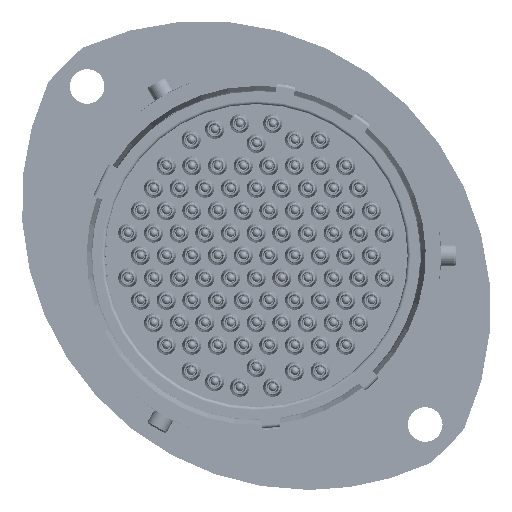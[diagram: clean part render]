
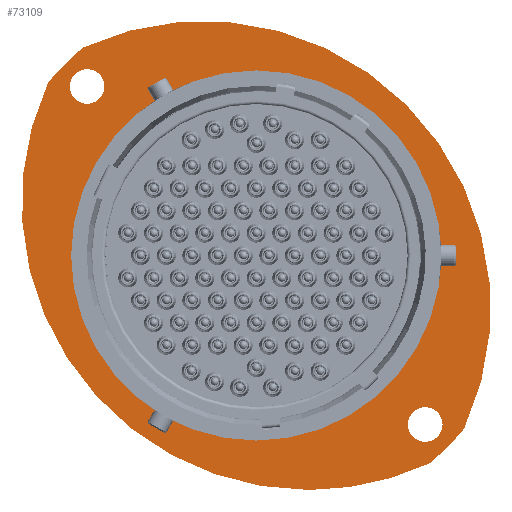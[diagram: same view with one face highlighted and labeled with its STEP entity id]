
A CAD part, left-side view. The second image highlights one B-rep face of the part: STEP entity #73109.
In plain terms, the highlighted planar face has unit normal (-1, 0, 0).
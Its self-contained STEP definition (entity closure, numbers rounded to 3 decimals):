
#141 = AXIS2_PLACEMENT_3D ( 'NONE', #113729, #17041, #5122 ) ;
#354 = EDGE_CURVE ( 'NONE', #15502, #14692, #131658, .T. ) ;
#366 = VERTEX_POINT ( 'NONE', #104935 ) ;
#2512 = CARTESIAN_POINT ( 'NONE',  ( 78.89, 12.119, -68.026 ) ) ;
#3272 = DIRECTION ( 'NONE',  ( -1., 0., 0. ) ) ;
#5098 = CARTESIAN_POINT ( 'NONE',  ( 78.89, 7.169, -45.671 ) ) ;
#5122 = DIRECTION ( 'NONE',  ( 0., 0., 1. ) ) ;
#5865 = CIRCLE ( 'NONE', #66597, 27. ) ;
#6315 = DIRECTION ( 'NONE',  ( -1., 0., 0. ) ) ;
#8095 = CARTESIAN_POINT ( 'NONE',  ( 78.89, 29.524, -50.621 ) ) ;
#8185 = EDGE_CURVE ( 'NONE', #366, #139852, #92246, .T. ) ;
#9761 = CIRCLE ( 'NONE', #65403, 1.625 ) ;
#9872 = DIRECTION ( 'NONE',  ( -1., 0., 0. ) ) ;
#10331 = DIRECTION ( 'NONE',  ( 0., 0., -1. ) ) ;
#10762 = CARTESIAN_POINT ( 'NONE',  ( 78.89, 28.011, -34.729 ) ) ;
#12736 = EDGE_LOOP ( 'NONE', ( #79088, #87623 ) ) ;
#14692 = VERTEX_POINT ( 'NONE', #97169 ) ;
#15502 = VERTEX_POINT ( 'NONE', #131382 ) ;
#17041 = DIRECTION ( 'NONE',  ( -1., 0., 0. ) ) ;
#18648 = CIRCLE ( 'NONE', #71830, 27. ) ;
#19750 = CARTESIAN_POINT ( 'NONE',  ( 78.89, -3.774, -66.513 ) ) ;
#20334 = DIRECTION ( 'NONE',  ( -1., 0., 0. ) ) ;
#22312 = PLANE ( 'NONE',  #97012 ) ;
#23106 = DIRECTION ( 'NONE',  ( 1., 0., 0. ) ) ;
#27070 = CIRCLE ( 'NONE', #156124, 1.625 ) ;
#35118 = ORIENTED_EDGE ( 'NONE', *, *, #85580, .F. ) ;
#36994 = EDGE_CURVE ( 'NONE', #98327, #64928, #27070, .T. ) ;
#41834 = DIRECTION ( 'NONE',  ( 0., 0., 1. ) ) ;
#42609 = CARTESIAN_POINT ( 'NONE',  ( 78.89, 12.119, -50.621 ) ) ;
#44126 = EDGE_CURVE ( 'NONE', #57608, #52845, #61035, .T. ) ;
#44288 = DIRECTION ( 'NONE',  ( -1., 0., 0. ) ) ;
#46832 = FACE_OUTER_BOUND ( 'NONE', #78712, .T. ) ;
#48169 = CARTESIAN_POINT ( 'NONE',  ( 78.89, 7.169, -72.671 ) ) ;
#48646 = CARTESIAN_POINT ( 'NONE',  ( 78.89, -3.774, -68.138 ) ) ;
#49809 = EDGE_LOOP ( 'NONE', ( #92149, #147057 ) ) ;
#49989 = EDGE_CURVE ( 'NONE', #85588, #57608, #137089, .T. ) ;
#50583 = EDGE_CURVE ( 'NONE', #52845, #15502, #5865, .T. ) ;
#51815 = EDGE_CURVE ( 'NONE', #148135, #68372, #57065, .T. ) ;
#52845 = VERTEX_POINT ( 'NONE', #48169 ) ;
#53829 = ORIENTED_EDGE ( 'NONE', *, *, #354, .T. ) ;
#57065 = CIRCLE ( 'NONE', #145669, 1.625 ) ;
#57608 = VERTEX_POINT ( 'NONE', #97171 ) ;
#58918 = ORIENTED_EDGE ( 'NONE', *, *, #50583, .T. ) ;
#60201 = CIRCLE ( 'NONE', #90964, 1.625 ) ;
#61035 = CIRCLE ( 'NONE', #101591, 27. ) ;
#64928 = VERTEX_POINT ( 'NONE', #48646 ) ;
#65403 = AXIS2_PLACEMENT_3D ( 'NONE', #83136, #44288, #152891 ) ;
#66597 = AXIS2_PLACEMENT_3D ( 'NONE', #89732, #3272, #76992 ) ;
#66886 = DIRECTION ( 'NONE',  ( 0., 0., -1. ) ) ;
#68372 = VERTEX_POINT ( 'NONE', #103085 ) ;
#71830 = AXIS2_PLACEMENT_3D ( 'NONE', #118879, #105469, #10331 ) ;
#73109 = ADVANCED_FACE ( 'NONE', ( #95293, #106329, #92930, #46832 ), #22312, .F. ) ;
#73673 = ORIENTED_EDGE ( 'NONE', *, *, #49989, .T. ) ;
#76357 = AXIS2_PLACEMENT_3D ( 'NONE', #100632, #150561, #140207 ) ;
#76992 = DIRECTION ( 'NONE',  ( 0., 0., -1. ) ) ;
#78712 = EDGE_LOOP ( 'NONE', ( #100413, #58918, #53829, #121253, #73673 ) ) ;
#79088 = ORIENTED_EDGE ( 'NONE', *, *, #51815, .F. ) ;
#83136 = CARTESIAN_POINT ( 'NONE',  ( 78.89, 28.011, -34.729 ) ) ;
#85580 = EDGE_CURVE ( 'NONE', #64928, #98327, #60201, .T. ) ;
#85588 = VERTEX_POINT ( 'NONE', #103183 ) ;
#85915 = EDGE_CURVE ( 'NONE', #68372, #148135, #9761, .T. ) ;
#87623 = ORIENTED_EDGE ( 'NONE', *, *, #85915, .F. ) ;
#89732 = CARTESIAN_POINT ( 'NONE',  ( 78.89, 7.169, -45.671 ) ) ;
#90391 = DIRECTION ( 'NONE',  ( 0., 0., -1. ) ) ;
#90964 = AXIS2_PLACEMENT_3D ( 'NONE', #125382, #150737, #124603 ) ;
#92149 = ORIENTED_EDGE ( 'NONE', *, *, #8185, .F. ) ;
#92246 = CIRCLE ( 'NONE', #127570, 17.405 ) ;
#92930 = FACE_BOUND ( 'NONE', #49809, .T. ) ;
#95293 = FACE_BOUND ( 'NONE', #103640, .T. ) ;
#97012 = AXIS2_PLACEMENT_3D ( 'NONE', #8095, #23106, #104014 ) ;
#97169 = CARTESIAN_POINT ( 'NONE',  ( 78.89, -7.435, -66.911 ) ) ;
#97171 = CARTESIAN_POINT ( 'NONE',  ( 78.89, 31.672, -34.33 ) ) ;
#98327 = VERTEX_POINT ( 'NONE', #141992 ) ;
#100413 = ORIENTED_EDGE ( 'NONE', *, *, #44126, .T. ) ;
#100632 = CARTESIAN_POINT ( 'NONE',  ( 78.89, 12.119, -50.621 ) ) ;
#101591 = AXIS2_PLACEMENT_3D ( 'NONE', #5098, #112156, #66886 ) ;
#101957 = CARTESIAN_POINT ( 'NONE',  ( 78.89, 28.011, -36.354 ) ) ;
#103085 = CARTESIAN_POINT ( 'NONE',  ( 78.89, 28.011, -33.104 ) ) ;
#103183 = CARTESIAN_POINT ( 'NONE',  ( 78.89, 28.409, -31.068 ) ) ;
#103640 = EDGE_LOOP ( 'NONE', ( #35118, #152164 ) ) ;
#104014 = DIRECTION ( 'NONE',  ( 0., 0., -1. ) ) ;
#104258 = DIRECTION ( 'NONE',  ( 0., 0., 1. ) ) ;
#104935 = CARTESIAN_POINT ( 'NONE',  ( 78.89, 12.119, -33.216 ) ) ;
#105469 = DIRECTION ( 'NONE',  ( -1., 0., 0. ) ) ;
#106329 = FACE_BOUND ( 'NONE', #12736, .T. ) ;
#112156 = DIRECTION ( 'NONE',  ( -1., 0., 0. ) ) ;
#113729 = CARTESIAN_POINT ( 'NONE',  ( 78.89, 12.119, -50.621 ) ) ;
#118879 = CARTESIAN_POINT ( 'NONE',  ( 78.89, 17.068, -55.571 ) ) ;
#119225 = CARTESIAN_POINT ( 'NONE',  ( 78.89, 12.119, -50.621 ) ) ;
#121253 = ORIENTED_EDGE ( 'NONE', *, *, #144289, .T. ) ;
#122929 = DIRECTION ( 'NONE',  ( -1., 0., 0. ) ) ;
#124049 = EDGE_CURVE ( 'NONE', #139852, #366, #134561, .T. ) ;
#124603 = DIRECTION ( 'NONE',  ( 0., 0., -1. ) ) ;
#125382 = CARTESIAN_POINT ( 'NONE',  ( 78.89, -3.774, -66.513 ) ) ;
#127570 = AXIS2_PLACEMENT_3D ( 'NONE', #42609, #122929, #41834 ) ;
#131382 = CARTESIAN_POINT ( 'NONE',  ( 78.89, -4.172, -70.174 ) ) ;
#131658 = CIRCLE ( 'NONE', #141, 25.45 ) ;
#134561 = CIRCLE ( 'NONE', #76357, 17.405 ) ;
#137089 = CIRCLE ( 'NONE', #149769, 25.45 ) ;
#139852 = VERTEX_POINT ( 'NONE', #2512 ) ;
#140207 = DIRECTION ( 'NONE',  ( 0., 0., 1. ) ) ;
#141992 = CARTESIAN_POINT ( 'NONE',  ( 78.89, -3.774, -64.888 ) ) ;
#144289 = EDGE_CURVE ( 'NONE', #14692, #85588, #18648, .T. ) ;
#145669 = AXIS2_PLACEMENT_3D ( 'NONE', #10762, #20334, #155751 ) ;
#147057 = ORIENTED_EDGE ( 'NONE', *, *, #124049, .F. ) ;
#148135 = VERTEX_POINT ( 'NONE', #101957 ) ;
#149769 = AXIS2_PLACEMENT_3D ( 'NONE', #119225, #9872, #104258 ) ;
#150561 = DIRECTION ( 'NONE',  ( -1., 0., 0. ) ) ;
#150737 = DIRECTION ( 'NONE',  ( -1., 0., 0. ) ) ;
#152164 = ORIENTED_EDGE ( 'NONE', *, *, #36994, .F. ) ;
#152891 = DIRECTION ( 'NONE',  ( 0., 0., -1. ) ) ;
#155751 = DIRECTION ( 'NONE',  ( 0., 0., -1. ) ) ;
#156124 = AXIS2_PLACEMENT_3D ( 'NONE', #19750, #6315, #90391 ) ;
